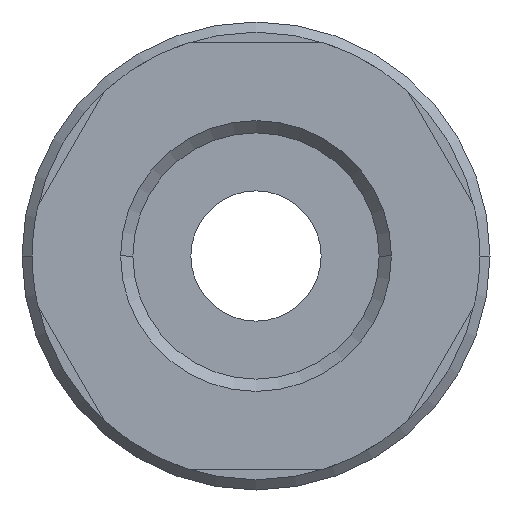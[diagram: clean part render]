
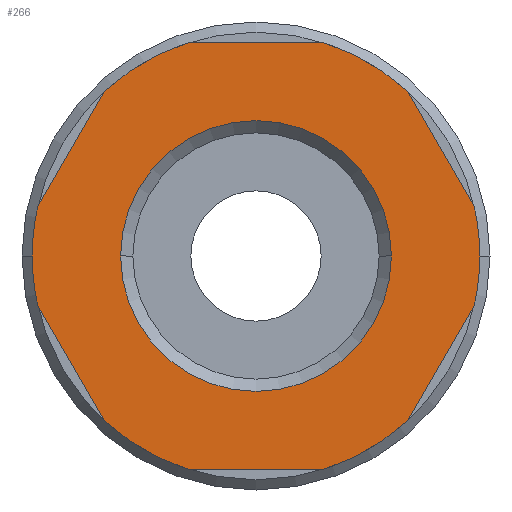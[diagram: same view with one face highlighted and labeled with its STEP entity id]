
A CAD part, front view. The second image highlights one B-rep face of the part: STEP entity #266.
In plain terms, the highlighted planar face has unit normal (0, -1, 0).
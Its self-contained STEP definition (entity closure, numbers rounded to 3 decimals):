
#266=ADVANCED_FACE('',(#541,#542),#543,.T.);
#541=FACE_BOUND('',#816,.T.);
#542=FACE_OUTER_BOUND('',#817,.T.);
#543=PLANE('',#818);
#816=EDGE_LOOP('',(#1494,#1495));
#817=EDGE_LOOP('',(#1496,#1497,#1498,#1499,#1500,#1501,#1502,#1503,#1504,#1505,#1506,#1507,#1508,#1509));
#818=AXIS2_PLACEMENT_3D('',#1510,#1511,#1512);
#1494=ORIENTED_EDGE('',*,*,#1570,.T.);
#1495=ORIENTED_EDGE('',*,*,#1575,.T.);
#1496=ORIENTED_EDGE('',*,*,#1655,.T.);
#1497=ORIENTED_EDGE('',*,*,#1700,.F.);
#1498=ORIENTED_EDGE('',*,*,#1780,.T.);
#1499=ORIENTED_EDGE('',*,*,#1640,.F.);
#1500=ORIENTED_EDGE('',*,*,#1809,.T.);
#1501=ORIENTED_EDGE('',*,*,#1731,.F.);
#1502=ORIENTED_EDGE('',*,*,#1635,.F.);
#1503=ORIENTED_EDGE('',*,*,#1716,.T.);
#1504=ORIENTED_EDGE('',*,*,#1772,.F.);
#1505=ORIENTED_EDGE('',*,*,#1831,.T.);
#1506=ORIENTED_EDGE('',*,*,#1625,.F.);
#1507=ORIENTED_EDGE('',*,*,#1685,.T.);
#1508=ORIENTED_EDGE('',*,*,#1836,.F.);
#1509=ORIENTED_EDGE('',*,*,#1828,.F.);
#1510=CARTESIAN_POINT('',(5.5,0.0,0.0));
#1511=DIRECTION('',(-0.0,-1.0,-0.0));
#1512=DIRECTION('',(-1.0,0.0,0.0));
#1570=EDGE_CURVE('',#1849,#1847,#1850,.T.);
#1575=EDGE_CURVE('',#1847,#1849,#1856,.T.);
#1625=EDGE_CURVE('',#1941,#1936,#1943,.T.);
#1635=EDGE_CURVE('',#1958,#1953,#1960,.T.);
#1640=EDGE_CURVE('',#1967,#1962,#1969,.T.);
#1655=EDGE_CURVE('',#1992,#1989,#1993,.T.);
#1685=EDGE_CURVE('',#1941,#2036,#2039,.T.);
#1700=EDGE_CURVE('',#2059,#1989,#2061,.T.);
#1716=EDGE_CURVE('',#1958,#2082,#2085,.T.);
#1731=EDGE_CURVE('',#1953,#2104,#2105,.T.);
#1772=EDGE_CURVE('',#2159,#2082,#2161,.T.);
#1780=EDGE_CURVE('',#2059,#1962,#2169,.T.);
#1809=EDGE_CURVE('',#1967,#2104,#2200,.T.);
#1828=EDGE_CURVE('',#1992,#2218,#2220,.T.);
#1831=EDGE_CURVE('',#2159,#1936,#2223,.T.);
#1836=EDGE_CURVE('',#2218,#2036,#2228,.T.);
#1847=VERTEX_POINT('',#2239);
#1849=VERTEX_POINT('',#2242);
#1850=CIRCLE('',#2243,6.655);
#1856=CIRCLE('',#2250,6.655);
#1936=VERTEX_POINT('',#2436);
#1941=VERTEX_POINT('',#2442);
#1943=CIRCLE('',#2445,11.0);
#1953=VERTEX_POINT('',#2455);
#1958=VERTEX_POINT('',#2461);
#1960=CIRCLE('',#2464,11.0);
#1962=VERTEX_POINT('',#2466);
#1967=VERTEX_POINT('',#2472);
#1969=CIRCLE('',#2475,11.0);
#1989=VERTEX_POINT('',#2499);
#1992=VERTEX_POINT('',#2503);
#1993=LINE('',#2504,#2505);
#2036=VERTEX_POINT('',#2620);
#2039=LINE('',#2624,#2625);
#2059=VERTEX_POINT('',#2672);
#2061=CIRCLE('',#2675,11.0);
#2082=VERTEX_POINT('',#2700);
#2085=LINE('',#2704,#2705);
#2104=VERTEX_POINT('',#2738);
#2105=CIRCLE('',#2739,11.0);
#2159=VERTEX_POINT('',#2815);
#2161=CIRCLE('',#2818,11.0);
#2169=LINE('',#2838,#2839);
#2200=LINE('',#2921,#2922);
#2218=VERTEX_POINT('',#2944);
#2220=CIRCLE('',#2947,11.0);
#2223=LINE('',#2950,#2951);
#2228=CIRCLE('',#2958,11.0);
#2239=CARTESIAN_POINT('',(6.655,0.0,0.));
#2242=CARTESIAN_POINT('',(-6.655,0.0,0.));
#2243=AXIS2_PLACEMENT_3D('',#2968,#2969,#2970);
#2250=AXIS2_PLACEMENT_3D('',#2978,#2979,#2980);
#2436=CARTESIAN_POINT('',(-3.279,0.0,10.5));
#2442=CARTESIAN_POINT('',(-7.454,0.0,8.089));
#2445=AXIS2_PLACEMENT_3D('',#3050,#3051,#3052);
#2455=CARTESIAN_POINT('',(11.0,0.0,0.));
#2461=CARTESIAN_POINT('',(10.733,0.0,2.411));
#2464=AXIS2_PLACEMENT_3D('',#3070,#3071,#3072);
#2466=CARTESIAN_POINT('',(3.279,0.0,-10.5));
#2472=CARTESIAN_POINT('',(7.454,0.0,-8.089));
#2475=AXIS2_PLACEMENT_3D('',#3078,#3079,#3080);
#2499=CARTESIAN_POINT('',(-7.454,0.0,-8.089));
#2503=CARTESIAN_POINT('',(-10.733,0.0,-2.411));
#2504=CARTESIAN_POINT('',(-8.406,0.0,-6.441));
#2505=VECTOR('',#3101,1.0);
#2620=CARTESIAN_POINT('',(-10.733,0.0,2.411));
#2624=CARTESIAN_POINT('',(-8.406,0.0,6.441));
#2625=VECTOR('',#3136,1.0);
#2672=CARTESIAN_POINT('',(-3.279,0.0,-10.5));
#2675=AXIS2_PLACEMENT_3D('',#3152,#3153,#3154);
#2700=CARTESIAN_POINT('',(7.454,0.0,8.089));
#2704=CARTESIAN_POINT('',(9.781,0.0,4.059));
#2705=VECTOR('',#3178,1.0);
#2738=CARTESIAN_POINT('',(10.733,0.0,-2.411));
#2739=AXIS2_PLACEMENT_3D('',#3197,#3198,#3199);
#2815=CARTESIAN_POINT('',(3.279,0.0,10.5));
#2818=AXIS2_PLACEMENT_3D('',#3260,#3261,#3262);
#2838=CARTESIAN_POINT('',(2.75,0.0,-10.5));
#2839=VECTOR('',#3267,1.0);
#2921=CARTESIAN_POINT('',(9.781,0.0,-4.059));
#2922=VECTOR('',#3290,1.0);
#2944=CARTESIAN_POINT('',(-11.0,0.0,0.));
#2947=AXIS2_PLACEMENT_3D('',#3308,#3309,#3310);
#2950=CARTESIAN_POINT('',(2.75,0.0,10.5));
#2951=VECTOR('',#3311,1.0);
#2958=AXIS2_PLACEMENT_3D('',#3314,#3315,#3316);
#2968=CARTESIAN_POINT('',(0.0,0.0,0.0));
#2969=DIRECTION('',(-0.0,1.0,0.0));
#2970=DIRECTION('',(1.0,0.0,0.0));
#2978=CARTESIAN_POINT('',(0.0,0.0,0.0));
#2979=DIRECTION('',(-0.0,1.0,0.0));
#2980=DIRECTION('',(1.0,0.0,0.0));
#3050=CARTESIAN_POINT('',(0.0,0.0,0.0));
#3051=DIRECTION('',(-0.0,1.0,0.0));
#3052=DIRECTION('',(1.0,0.0,0.0));
#3070=CARTESIAN_POINT('',(0.0,0.0,0.0));
#3071=DIRECTION('',(-0.0,1.0,0.0));
#3072=DIRECTION('',(1.0,0.0,0.0));
#3078=CARTESIAN_POINT('',(0.0,0.0,0.0));
#3079=DIRECTION('',(-0.0,1.0,0.0));
#3080=DIRECTION('',(1.0,0.0,0.0));
#3101=DIRECTION('',(0.5,0.0,-0.866));
#3136=DIRECTION('',(-0.5,0.0,-0.866));
#3152=CARTESIAN_POINT('',(0.0,0.0,0.0));
#3153=DIRECTION('',(-0.0,1.0,0.0));
#3154=DIRECTION('',(1.0,0.0,0.0));
#3178=DIRECTION('',(-0.5,0.0,0.866));
#3197=CARTESIAN_POINT('',(0.0,0.0,0.0));
#3198=DIRECTION('',(-0.0,1.0,0.0));
#3199=DIRECTION('',(1.0,0.0,0.0));
#3260=CARTESIAN_POINT('',(0.0,0.0,0.0));
#3261=DIRECTION('',(-0.0,1.0,0.0));
#3262=DIRECTION('',(1.0,0.0,0.0));
#3267=DIRECTION('',(1.0,-0.0,0.0));
#3290=DIRECTION('',(0.5,-0.0,0.866));
#3308=CARTESIAN_POINT('',(0.0,0.0,0.0));
#3309=DIRECTION('',(-0.0,1.0,0.0));
#3310=DIRECTION('',(1.0,0.0,0.0));
#3311=DIRECTION('',(-1.0,0.0,0.));
#3314=CARTESIAN_POINT('',(0.0,0.0,0.0));
#3315=DIRECTION('',(-0.0,1.0,0.0));
#3316=DIRECTION('',(1.0,0.0,0.0));
